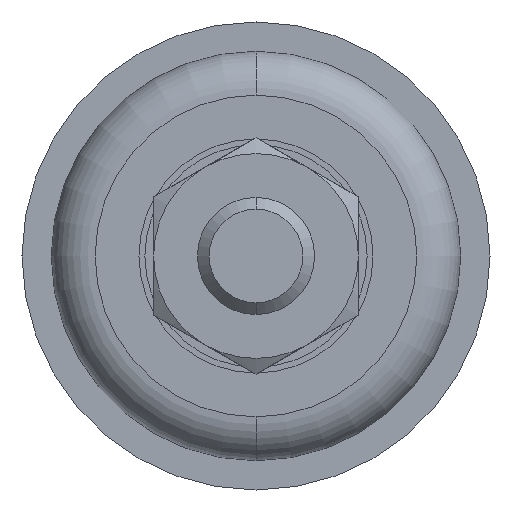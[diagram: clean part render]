
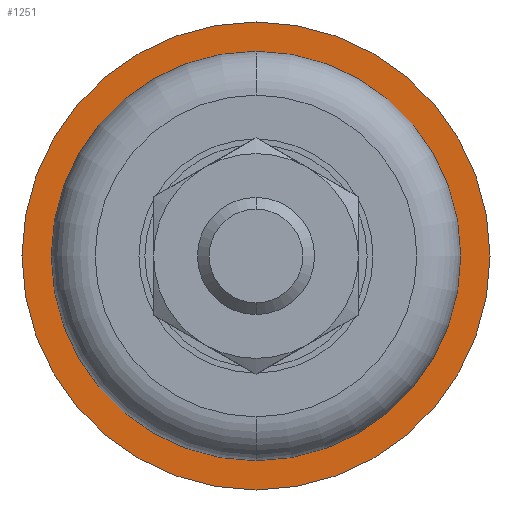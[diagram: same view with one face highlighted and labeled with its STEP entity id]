
A CAD part, front view. The second image highlights one B-rep face of the part: STEP entity #1251.
In plain terms, the highlighted planar face has unit normal (0, -1, 0).
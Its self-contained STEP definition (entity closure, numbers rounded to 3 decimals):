
#93 = VERTEX_POINT ( 'NONE', #1029 ) ;
#131 = DIRECTION ( 'NONE',  ( 0., -1., 0. ) ) ;
#171 = CIRCLE ( 'NONE', #1807, 7. ) ;
#310 = AXIS2_PLACEMENT_3D ( 'NONE', #1740, #131, #1718 ) ;
#341 = DIRECTION ( 'NONE',  ( 0., 0., -1. ) ) ;
#438 = VERTEX_POINT ( 'NONE', #1420 ) ;
#473 = EDGE_LOOP ( 'NONE', ( #1011, #1589 ) ) ;
#485 = DIRECTION ( 'NONE',  ( 0., -1., 0. ) ) ;
#504 = CIRCLE ( 'NONE', #990, 8. ) ;
#533 = CARTESIAN_POINT ( 'NONE',  ( 0., 4., 0. ) ) ;
#544 = ORIENTED_EDGE ( 'NONE', *, *, #884, .T. ) ;
#567 = CARTESIAN_POINT ( 'NONE',  ( 0., 4., -8. ) ) ;
#584 = CIRCLE ( 'NONE', #1037, 7. ) ;
#640 = EDGE_LOOP ( 'NONE', ( #1640, #544 ) ) ;
#684 = VERTEX_POINT ( 'NONE', #1487 ) ;
#768 = DIRECTION ( 'NONE',  ( 0., -1., 0. ) ) ;
#810 = PLANE ( 'NONE',  #1862 ) ;
#840 = DIRECTION ( 'NONE',  ( 0., 0., -1. ) ) ;
#866 = DIRECTION ( 'NONE',  ( 0., -1., 0. ) ) ;
#884 = EDGE_CURVE ( 'NONE', #438, #1569, #504, .T. ) ;
#885 = CIRCLE ( 'NONE', #310, 8. ) ;
#990 = AXIS2_PLACEMENT_3D ( 'NONE', #1797, #485, #341 ) ;
#1011 = ORIENTED_EDGE ( 'NONE', *, *, #1794, .F. ) ;
#1029 = CARTESIAN_POINT ( 'NONE',  ( 0., 4., -7. ) ) ;
#1037 = AXIS2_PLACEMENT_3D ( 'NONE', #1746, #1141, #840 ) ;
#1051 = CARTESIAN_POINT ( 'NONE',  ( 7., 4., 0. ) ) ;
#1061 = FACE_BOUND ( 'NONE', #473, .T. ) ;
#1131 = DIRECTION ( 'NONE',  ( 0., 0., -1. ) ) ;
#1141 = DIRECTION ( 'NONE',  ( 0., -1., 0. ) ) ;
#1211 = FACE_OUTER_BOUND ( 'NONE', #640, .T. ) ;
#1251 = ADVANCED_FACE ( 'NONE', ( #1211, #1061 ), #810, .T. ) ;
#1420 = CARTESIAN_POINT ( 'NONE',  ( 0., 4., 8. ) ) ;
#1487 = CARTESIAN_POINT ( 'NONE',  ( 0., 4., 7. ) ) ;
#1537 = DIRECTION ( 'NONE',  ( 0., 0., -1. ) ) ;
#1568 = EDGE_CURVE ( 'NONE', #1569, #438, #885, .T. ) ;
#1569 = VERTEX_POINT ( 'NONE', #567 ) ;
#1589 = ORIENTED_EDGE ( 'NONE', *, *, #1802, .F. ) ;
#1640 = ORIENTED_EDGE ( 'NONE', *, *, #1568, .T. ) ;
#1718 = DIRECTION ( 'NONE',  ( 0., 0., -1. ) ) ;
#1740 = CARTESIAN_POINT ( 'NONE',  ( 0., 4., 0. ) ) ;
#1746 = CARTESIAN_POINT ( 'NONE',  ( 0., 4., 0. ) ) ;
#1794 = EDGE_CURVE ( 'NONE', #93, #684, #171, .T. ) ;
#1797 = CARTESIAN_POINT ( 'NONE',  ( 0., 4., 0. ) ) ;
#1802 = EDGE_CURVE ( 'NONE', #684, #93, #584, .T. ) ;
#1807 = AXIS2_PLACEMENT_3D ( 'NONE', #533, #866, #1131 ) ;
#1862 = AXIS2_PLACEMENT_3D ( 'NONE', #1051, #768, #1537 ) ;
